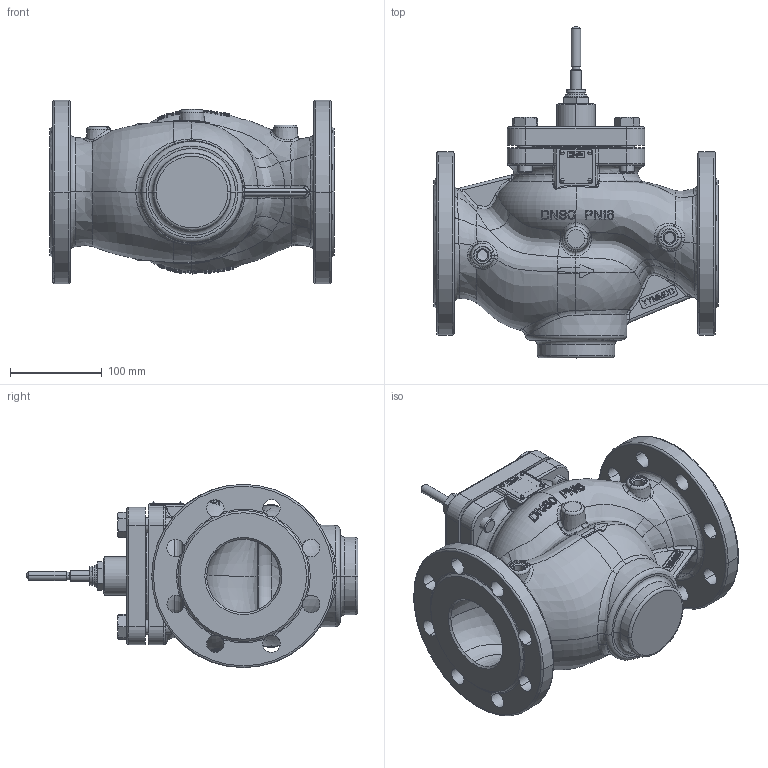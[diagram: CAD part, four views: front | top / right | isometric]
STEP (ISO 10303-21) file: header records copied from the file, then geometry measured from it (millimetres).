
FILE_DESCRIPTION((''),'2;1');
FILE_NAME('065B5501_VFG22_PN16_DN80_ASM_1_ASM','2020-10-06T',('U258099'),('Danfoss'),'CREO PARAMETRIC BY PTC INC, 2018070','CREO PARAMETRIC BY PTC INC, 2018070','');
FILE_SCHEMA(('CONFIG_CONTROL_DESIGN'));
Products named in the file (9): 88650010_VALVE_BODY_VFG_DN80_1; 88650710_VALVE_COVER_VFG_DN80_1; 88652420_CON_INSERT_DN65-125_1; 8865140_ASM_1_ASM; 88652190_VFG_STEM_DN80_1; 5184024_1; LABEL_PLATE_37X37_1; 5589607_1; 065B5501_VFG22_PN16_DN80_ASM_1_ASM
Assembly tree (14 placements, depth 3):
  065B5501_VFG22_PN16_DN80_ASM_1_ASM
    88650010_VALVE_BODY_VFG_DN80_1
    88650710_VALVE_COVER_VFG_DN80_1
    8865140_ASM_1_ASM
      88652420_CON_INSERT_DN65-125_1
    88652190_VFG_STEM_DN80_1
    5184024_1  x4
    LABEL_PLATE_37X37_1
    5589607_1  x4
Bounding box: 310 x 362.1 x 200 mm (x, y, z)
Volume: 3847909.3 mm3; surface area: 590035.6 mm2
Topology: 13 solids, 13 shells, 2326 faces, 6395 edges, 4162 vertices
Faces by surface type: plane 1437, cylinder 284, bspline 243, cone 152, torus 147, extrusion 45, sphere 18
Entity records: 97670 total; most frequent: CARTESIAN_POINT 43532, ORIENTED_EDGE 12346, DIRECTION 9564, EDGE_CURVE 6173, VERTEX_POINT 4051, VECTOR 3360, LINE 3315, AXIS2_PLACEMENT_3D 3102
